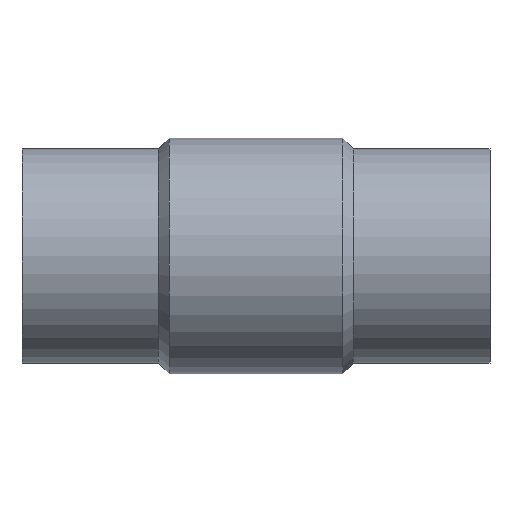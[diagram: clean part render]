
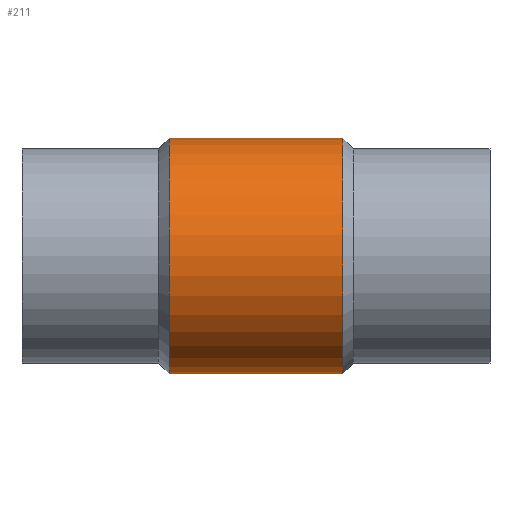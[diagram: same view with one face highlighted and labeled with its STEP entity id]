
A CAD part, top view. The second image highlights one B-rep face of the part: STEP entity #211.
In plain terms, the highlighted cylindrical face has radius 60.5 mm (diameter 121 mm), a full revolution.
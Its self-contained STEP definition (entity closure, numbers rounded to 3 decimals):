
#25=FACE_OUTER_BOUND('',#38,.T.);
#38=EDGE_LOOP('',(#149,#150,#151,#152,#153,#154,#155,#156,#157));
#56=B_SPLINE_CURVE_WITH_KNOTS('',3,(#416,#417,#418,#419,#420,#421,#422,
#423,#424,#425,#426,#427,#428,#429,#430,#431,#432,#433,#434,#435,#436,#437,
#438,#439,#440,#441,#442,#443,#444,#445,#446,#447,#448,#449),
 .UNSPECIFIED.,.F.,.F.,(4,2,2,2,2,2,2,2,2,2,2,2,2,2,2,2,4),(4.212,
4.738,5.264,5.79,6.316,6.843,
7.37,7.897,8.424,8.951,9.477,
10.004,10.531,11.057,11.583,12.109,
12.635),.UNSPECIFIED.);
#57=B_SPLINE_CURVE_WITH_KNOTS('',3,(#454,#455,#456,#457,#458,#459,#460,
#461,#462,#463,#464,#465,#466,#467,#468,#469,#470,#471),.UNSPECIFIED.,.F.,
 .F.,(4,2,2,2,2,2,2,2,4),(12.635,13.161,13.687,
14.213,14.739,15.266,15.793,16.32,
16.847),.UNSPECIFIED.);
#58=B_SPLINE_CURVE_WITH_KNOTS('',3,(#472,#473,#474,#475,#476,#477,#478,
#479,#480,#481,#482,#483,#484,#485,#486,#487,#488,#489),.UNSPECIFIED.,.F.,
 .F.,(4,2,2,2,2,2,2,2,4),(0.,0.527,1.054,1.581,
2.108,2.634,3.16,3.686,4.212),
 .UNSPECIFIED.);
#60=LINE('',#414,#72);
#61=LINE('',#451,#73);
#72=VECTOR('',#279,60.5);
#73=VECTOR('',#280,60.5);
#84=CIRCLE('',#246,60.5);
#85=CIRCLE('',#247,60.5);
#99=VERTEX_POINT('',#411);
#100=VERTEX_POINT('',#413);
#101=VERTEX_POINT('',#415);
#102=VERTEX_POINT('',#450);
#103=VERTEX_POINT('',#453);
#118=EDGE_CURVE('',#99,#99,#84,.T.);
#119=EDGE_CURVE('',#99,#100,#60,.T.);
#120=EDGE_CURVE('',#100,#101,#56,.T.);
#121=EDGE_CURVE('',#101,#102,#61,.T.);
#122=EDGE_CURVE('',#102,#102,#85,.T.);
#123=EDGE_CURVE('',#101,#103,#57,.T.);
#124=EDGE_CURVE('',#103,#100,#58,.T.);
#149=ORIENTED_EDGE('',*,*,#118,.F.);
#150=ORIENTED_EDGE('',*,*,#119,.T.);
#151=ORIENTED_EDGE('',*,*,#120,.T.);
#152=ORIENTED_EDGE('',*,*,#121,.T.);
#153=ORIENTED_EDGE('',*,*,#122,.T.);
#154=ORIENTED_EDGE('',*,*,#121,.F.);
#155=ORIENTED_EDGE('',*,*,#123,.T.);
#156=ORIENTED_EDGE('',*,*,#124,.T.);
#157=ORIENTED_EDGE('',*,*,#119,.F.);
#204=CYLINDRICAL_SURFACE('',#245,60.5);
#211=ADVANCED_FACE('',(#25),#204,.T.);
#245=AXIS2_PLACEMENT_3D('',#410,#275,#276);
#246=AXIS2_PLACEMENT_3D('',#412,#277,#278);
#247=AXIS2_PLACEMENT_3D('',#452,#281,#282);
#275=DIRECTION('center_axis',(-1.,0.,0.));
#276=DIRECTION('ref_axis',(0.,0.,1.));
#277=DIRECTION('center_axis',(-1.,0.,0.));
#278=DIRECTION('ref_axis',(0.,0.,1.));
#279=DIRECTION('',(1.,0.,0.));
#280=DIRECTION('',(1.,0.,0.));
#281=DIRECTION('center_axis',(-1.,0.,0.));
#282=DIRECTION('ref_axis',(0.,0.,1.));
#410=CARTESIAN_POINT('Origin',(0.,0.,0.));
#411=CARTESIAN_POINT('',(-44.5,0.,-60.5));
#412=CARTESIAN_POINT('Origin',(-44.5,0.,0.));
#413=CARTESIAN_POINT('',(-27.5,0.,-60.5));
#414=CARTESIAN_POINT('',(0.,0.,-60.5));
#415=CARTESIAN_POINT('',(27.5,0.,-60.5));
#416=CARTESIAN_POINT('Ctrl Pts',(-27.5,0.,-60.5));
#417=CARTESIAN_POINT('Ctrl Pts',(-27.5,-1.753,-60.5));
#418=CARTESIAN_POINT('Ctrl Pts',(-27.33,-3.559,-60.422));
#419=CARTESIAN_POINT('Ctrl Pts',(-26.621,-7.134,-60.105));
#420=CARTESIAN_POINT('Ctrl Pts',(-26.083,-8.904,-59.866));
#421=CARTESIAN_POINT('Ctrl Pts',(-24.672,-12.285,-59.264));
#422=CARTESIAN_POINT('Ctrl Pts',(-23.797,-13.899,-58.902));
#423=CARTESIAN_POINT('Ctrl Pts',(-21.787,-16.877,-58.119));
#424=CARTESIAN_POINT('Ctrl Pts',(-20.651,-18.24,-57.699));
#425=CARTESIAN_POINT('Ctrl Pts',(-18.238,-20.653,-56.88));
#426=CARTESIAN_POINT('Ctrl Pts',(-16.873,-21.789,-56.451));
#427=CARTESIAN_POINT('Ctrl Pts',(-13.896,-23.798,-55.633));
#428=CARTESIAN_POINT('Ctrl Pts',(-12.284,-24.672,-55.246));
#429=CARTESIAN_POINT('Ctrl Pts',(-8.906,-26.082,-54.595));
#430=CARTESIAN_POINT('Ctrl Pts',(-7.138,-26.62,-54.33));
#431=CARTESIAN_POINT('Ctrl Pts',(-3.563,-27.329,-53.977));
#432=CARTESIAN_POINT('Ctrl Pts',(-1.756,-27.5,-53.889));
#433=CARTESIAN_POINT('Ctrl Pts',(1.756,-27.5,-53.889));
#434=CARTESIAN_POINT('Ctrl Pts',(3.563,-27.329,-53.977));
#435=CARTESIAN_POINT('Ctrl Pts',(7.138,-26.62,-54.33));
#436=CARTESIAN_POINT('Ctrl Pts',(8.906,-26.082,-54.595));
#437=CARTESIAN_POINT('Ctrl Pts',(12.284,-24.672,-55.246));
#438=CARTESIAN_POINT('Ctrl Pts',(13.896,-23.798,-55.633));
#439=CARTESIAN_POINT('Ctrl Pts',(16.873,-21.789,-56.451));
#440=CARTESIAN_POINT('Ctrl Pts',(18.238,-20.653,-56.88));
#441=CARTESIAN_POINT('Ctrl Pts',(20.651,-18.24,-57.699));
#442=CARTESIAN_POINT('Ctrl Pts',(21.787,-16.877,-58.119));
#443=CARTESIAN_POINT('Ctrl Pts',(23.797,-13.899,-58.902));
#444=CARTESIAN_POINT('Ctrl Pts',(24.672,-12.285,-59.264));
#445=CARTESIAN_POINT('Ctrl Pts',(26.083,-8.904,-59.866));
#446=CARTESIAN_POINT('Ctrl Pts',(26.621,-7.134,-60.105));
#447=CARTESIAN_POINT('Ctrl Pts',(27.33,-3.559,-60.422));
#448=CARTESIAN_POINT('Ctrl Pts',(27.5,-1.753,-60.5));
#449=CARTESIAN_POINT('Ctrl Pts',(27.5,0.,-60.5));
#450=CARTESIAN_POINT('',(44.5,0.,-60.5));
#451=CARTESIAN_POINT('',(0.,0.,-60.5));
#452=CARTESIAN_POINT('Origin',(44.5,0.,0.));
#453=CARTESIAN_POINT('',(0.,27.5,-53.889));
#454=CARTESIAN_POINT('Ctrl Pts',(27.5,0.,-60.5));
#455=CARTESIAN_POINT('Ctrl Pts',(27.5,1.753,-60.5));
#456=CARTESIAN_POINT('Ctrl Pts',(27.33,3.559,-60.422));
#457=CARTESIAN_POINT('Ctrl Pts',(26.621,7.134,-60.105));
#458=CARTESIAN_POINT('Ctrl Pts',(26.083,8.904,-59.866));
#459=CARTESIAN_POINT('Ctrl Pts',(24.672,12.285,-59.264));
#460=CARTESIAN_POINT('Ctrl Pts',(23.797,13.899,-58.902));
#461=CARTESIAN_POINT('Ctrl Pts',(21.787,16.877,-58.119));
#462=CARTESIAN_POINT('Ctrl Pts',(20.651,18.24,-57.699));
#463=CARTESIAN_POINT('Ctrl Pts',(18.238,20.653,-56.88));
#464=CARTESIAN_POINT('Ctrl Pts',(16.873,21.789,-56.451));
#465=CARTESIAN_POINT('Ctrl Pts',(13.896,23.798,-55.633));
#466=CARTESIAN_POINT('Ctrl Pts',(12.284,24.672,-55.246));
#467=CARTESIAN_POINT('Ctrl Pts',(8.906,26.082,-54.595));
#468=CARTESIAN_POINT('Ctrl Pts',(7.138,26.62,-54.33));
#469=CARTESIAN_POINT('Ctrl Pts',(3.563,27.329,-53.977));
#470=CARTESIAN_POINT('Ctrl Pts',(1.756,27.5,-53.889));
#471=CARTESIAN_POINT('Ctrl Pts',(0.,27.5,-53.889));
#472=CARTESIAN_POINT('Ctrl Pts',(0.,27.5,-53.889));
#473=CARTESIAN_POINT('Ctrl Pts',(-1.756,27.5,-53.889));
#474=CARTESIAN_POINT('Ctrl Pts',(-3.563,27.329,-53.977));
#475=CARTESIAN_POINT('Ctrl Pts',(-7.138,26.62,-54.33));
#476=CARTESIAN_POINT('Ctrl Pts',(-8.906,26.082,-54.595));
#477=CARTESIAN_POINT('Ctrl Pts',(-12.284,24.672,-55.246));
#478=CARTESIAN_POINT('Ctrl Pts',(-13.896,23.798,-55.633));
#479=CARTESIAN_POINT('Ctrl Pts',(-16.873,21.789,-56.451));
#480=CARTESIAN_POINT('Ctrl Pts',(-18.238,20.653,-56.88));
#481=CARTESIAN_POINT('Ctrl Pts',(-20.651,18.24,-57.699));
#482=CARTESIAN_POINT('Ctrl Pts',(-21.787,16.877,-58.119));
#483=CARTESIAN_POINT('Ctrl Pts',(-23.797,13.899,-58.902));
#484=CARTESIAN_POINT('Ctrl Pts',(-24.672,12.285,-59.264));
#485=CARTESIAN_POINT('Ctrl Pts',(-26.083,8.904,-59.866));
#486=CARTESIAN_POINT('Ctrl Pts',(-26.621,7.134,-60.105));
#487=CARTESIAN_POINT('Ctrl Pts',(-27.33,3.559,-60.422));
#488=CARTESIAN_POINT('Ctrl Pts',(-27.5,1.753,-60.5));
#489=CARTESIAN_POINT('Ctrl Pts',(-27.5,0.,-60.5));
